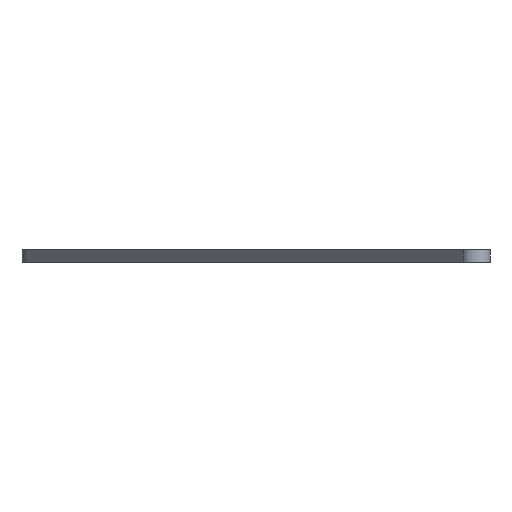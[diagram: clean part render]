
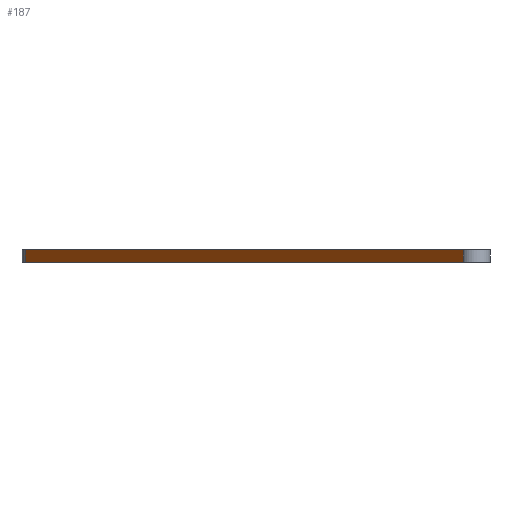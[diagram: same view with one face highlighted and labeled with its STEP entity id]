
A CAD part, left-side view. The second image highlights one B-rep face of the part: STEP entity #187.
In plain terms, the highlighted planar face has unit normal (-0.622, 0.783, 0).
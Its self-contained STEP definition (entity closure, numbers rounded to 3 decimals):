
#34=FACE_OUTER_BOUND('',#44,.T.);
#44=EDGE_LOOP('',(#146,#147,#148,#149));
#62=LINE('',#304,#78);
#63=LINE('',#307,#79);
#64=LINE('',#309,#80);
#65=LINE('',#310,#81);
#78=VECTOR('',#249,10.);
#79=VECTOR('',#252,10.);
#80=VECTOR('',#253,10.);
#81=VECTOR('',#254,10.);
#94=VERTEX_POINT('',#300);
#95=VERTEX_POINT('',#302);
#96=VERTEX_POINT('',#306);
#97=VERTEX_POINT('',#308);
#116=EDGE_CURVE('',#94,#95,#62,.T.);
#117=EDGE_CURVE('',#94,#96,#63,.T.);
#118=EDGE_CURVE('',#97,#95,#64,.T.);
#119=EDGE_CURVE('',#96,#97,#65,.T.);
#146=ORIENTED_EDGE('',*,*,#117,.F.);
#147=ORIENTED_EDGE('',*,*,#116,.T.);
#148=ORIENTED_EDGE('',*,*,#118,.F.);
#149=ORIENTED_EDGE('',*,*,#119,.F.);
#173=PLANE('',#205);
#187=ADVANCED_FACE('',(#34),#173,.T.);
#205=AXIS2_PLACEMENT_3D('',#305,#250,#251);
#249=DIRECTION('',(0.,0.,1.));
#250=DIRECTION('center_axis',(-0.622,0.783,0.));
#251=DIRECTION('ref_axis',(-0.783,-0.622,0.));
#252=DIRECTION('',(0.783,0.622,0.));
#253=DIRECTION('',(-0.783,-0.622,0.));
#254=DIRECTION('',(0.,0.,1.));
#300=CARTESIAN_POINT('',(-4.605,5.792,0.));
#302=CARTESIAN_POINT('',(-4.605,5.792,6.));
#304=CARTESIAN_POINT('',(-4.605,5.792,0.));
#305=CARTESIAN_POINT('Origin',(264.575,219.811,0.));
#306=CARTESIAN_POINT('',(264.575,219.811,0.));
#307=CARTESIAN_POINT('',(-4.605,5.792,0.));
#308=CARTESIAN_POINT('',(264.575,219.811,6.));
#309=CARTESIAN_POINT('',(-4.605,5.792,6.));
#310=CARTESIAN_POINT('',(264.575,219.811,0.));
